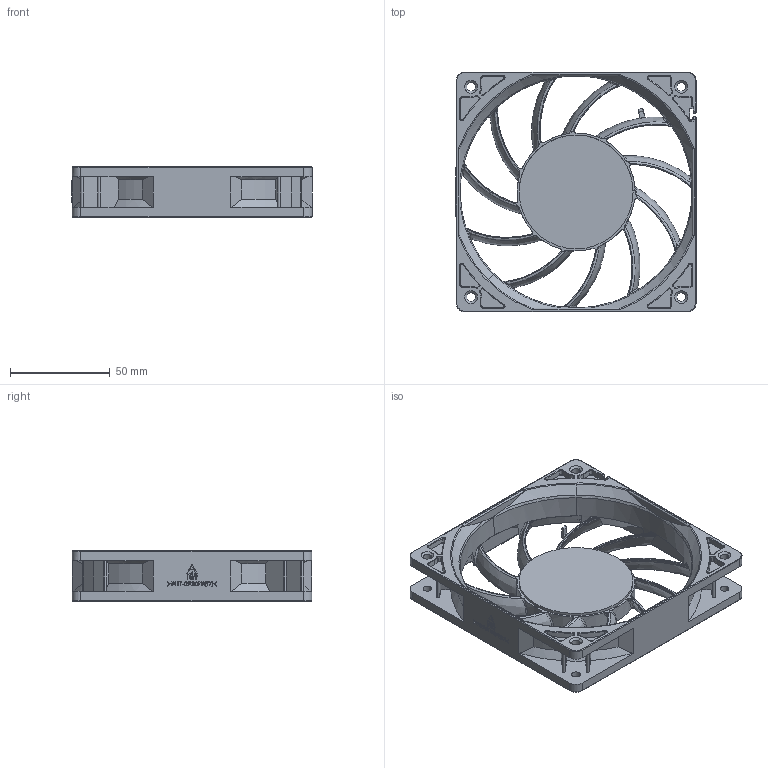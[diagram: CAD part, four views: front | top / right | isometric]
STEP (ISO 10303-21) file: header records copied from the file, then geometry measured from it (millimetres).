
FILE_DESCRIPTION (( 'STEP AP203' ), '1' );
FILE_NAME ('OD1225_VXE_m0_frame.stp', '2023-04-11T16:54:03', ( '' ), ( '' ), 'SwSTEP 2.0', 'SolidWorks 2018', '' );
FILE_SCHEMA (( 'CONFIG_CONTROL_DESIGN' ));
Length unit declared in the file: millimetre
Products named in the file (1): OD1225_VXE_m0_frame
Bounding box: 120.15 x 120 x 25.3 mm (x, y, z)
Volume: 74888.6 mm3; surface area: 50702.8 mm2
Topology: 1 solids, 1 shells, 1225 faces, 3302 edges, 2106 vertices
Faces by surface type: plane 643, cylinder 227, bspline 199, cone 98, torus 58
Entity records: 63863 total; most frequent: CARTESIAN_POINT 35851, ORIENTED_EDGE 6584, DIRECTION 4703, EDGE_CURVE 3292, VERTEX_POINT 2106, VECTOR 1729, LINE 1729, AXIS2_PLACEMENT_3D 1487
